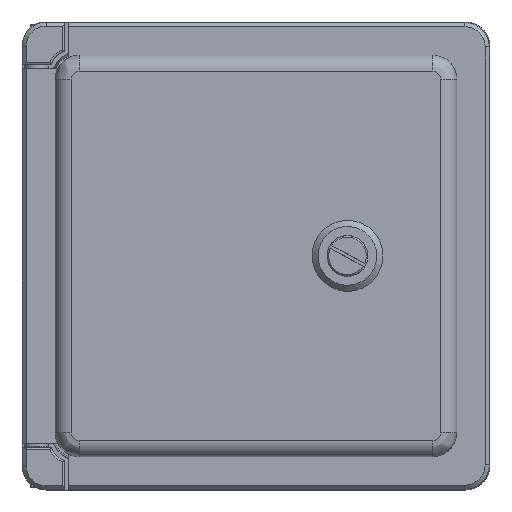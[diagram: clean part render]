
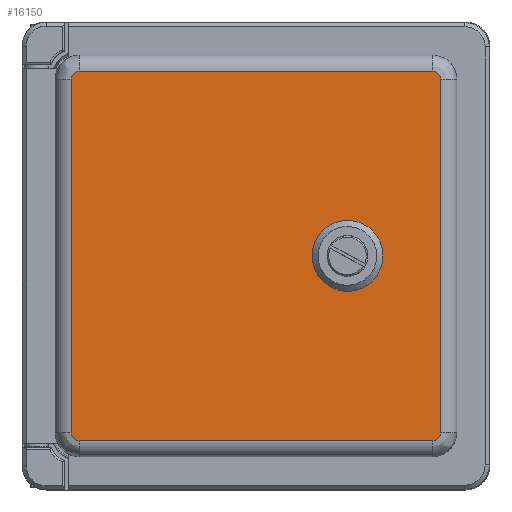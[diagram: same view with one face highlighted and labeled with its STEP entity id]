
A CAD part, top view. The second image highlights one B-rep face of the part: STEP entity #16150.
In plain terms, the highlighted planar face has unit normal (0, 0, 1).
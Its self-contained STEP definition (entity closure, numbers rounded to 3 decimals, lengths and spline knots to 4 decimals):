
#775=PLANE($,#17820);
#1612=LINE($,#39822,#2820);
#1616=LINE($,#39834,#2824);
#1620=LINE($,#39846,#2828);
#1624=LINE($,#39858,#2832);
#1717=LINE($,#40244,#2925);
#1719=LINE($,#40279,#2927);
#1721=LINE($,#40283,#2929);
#1722=LINE($,#40314,#2930);
#2820=VECTOR($,#21370,0.4058);
#2824=VECTOR($,#21382,0.4058);
#2828=VECTOR($,#21394,0.4058);
#2832=VECTOR($,#21406,0.4058);
#2925=VECTOR($,#21745,5.457);
#2927=VECTOR($,#21765,5.457);
#2929=VECTOR($,#21769,5.457);
#2930=VECTOR($,#21786,5.457);
#3619=FACE_BOUND($,#6237,.T.);
#4178=CIRCLE($,#17669,0.4429);
#4180=CIRCLE($,#17673,0.4429);
#4182=CIRCLE($,#17677,0.4429);
#4184=CIRCLE($,#17681,0.4429);
#4237=CIRCLE($,#17804,0.1201);
#4239=CIRCLE($,#17806,0.1201);
#4245=CIRCLE($,#17814,0.1201);
#4247=CIRCLE($,#17816,0.1201);
#5134=FACE_OUTER_BOUND($,#6236,.T.);
#6236=EDGE_LOOP($,(#13693,#13694,#13695,#13696,#13697,#13698,#13699,#13700));
#6237=EDGE_LOOP($,(#13701,#13702,#13703,#13704,#13705,#13706,#13707,#13708));
#7685=VERTEX_POINT($,#39819);
#7686=VERTEX_POINT($,#39821);
#7688=VERTEX_POINT($,#39827);
#7690=VERTEX_POINT($,#39833);
#7692=VERTEX_POINT($,#39839);
#7694=VERTEX_POINT($,#39845);
#7696=VERTEX_POINT($,#39851);
#7698=VERTEX_POINT($,#39857);
#7807=VERTEX_POINT($,#40241);
#7808=VERTEX_POINT($,#40243);
#7811=VERTEX_POINT($,#40258);
#7812=VERTEX_POINT($,#40271);
#7814=VERTEX_POINT($,#40277);
#7815=VERTEX_POINT($,#40282);
#7817=VERTEX_POINT($,#40295);
#7818=VERTEX_POINT($,#40308);
#9664=EDGE_CURVE($,#7686,#7685,#1612,.T.);
#9667=EDGE_CURVE($,#7688,#7686,#4178,.T.);
#9670=EDGE_CURVE($,#7690,#7688,#1616,.T.);
#9673=EDGE_CURVE($,#7692,#7690,#4180,.T.);
#9676=EDGE_CURVE($,#7694,#7692,#1620,.T.);
#9679=EDGE_CURVE($,#7696,#7694,#4182,.T.);
#9682=EDGE_CURVE($,#7698,#7696,#1624,.T.);
#9685=EDGE_CURVE($,#7685,#7698,#4184,.T.);
#9849=EDGE_CURVE($,#7807,#7808,#1717,.T.);
#9853=EDGE_CURVE($,#7811,#7807,#4237,.T.);
#9855=EDGE_CURVE($,#7808,#7812,#4239,.T.);
#9859=EDGE_CURVE($,#7814,#7811,#1719,.T.);
#9861=EDGE_CURVE($,#7812,#7815,#1721,.T.);
#9864=EDGE_CURVE($,#7817,#7814,#4245,.T.);
#9866=EDGE_CURVE($,#7815,#7818,#4247,.T.);
#9869=EDGE_CURVE($,#7818,#7817,#1722,.T.);
#13693=ORIENTED_EDGE($,*,*,#9849,.F.);
#13694=ORIENTED_EDGE($,*,*,#9853,.F.);
#13695=ORIENTED_EDGE($,*,*,#9859,.F.);
#13696=ORIENTED_EDGE($,*,*,#9864,.F.);
#13697=ORIENTED_EDGE($,*,*,#9869,.F.);
#13698=ORIENTED_EDGE($,*,*,#9866,.F.);
#13699=ORIENTED_EDGE($,*,*,#9861,.F.);
#13700=ORIENTED_EDGE($,*,*,#9855,.F.);
#13701=ORIENTED_EDGE($,*,*,#9676,.T.);
#13702=ORIENTED_EDGE($,*,*,#9673,.T.);
#13703=ORIENTED_EDGE($,*,*,#9670,.T.);
#13704=ORIENTED_EDGE($,*,*,#9667,.T.);
#13705=ORIENTED_EDGE($,*,*,#9664,.T.);
#13706=ORIENTED_EDGE($,*,*,#9685,.T.);
#13707=ORIENTED_EDGE($,*,*,#9682,.T.);
#13708=ORIENTED_EDGE($,*,*,#9679,.T.);
#16150=ADVANCED_FACE($,(#5134,#3619),#775,.T.);
#17669=AXIS2_PLACEMENT_3D($,#39828,#21376,#21377);
#17673=AXIS2_PLACEMENT_3D($,#39840,#21388,#21389);
#17677=AXIS2_PLACEMENT_3D($,#39852,#21400,#21401);
#17681=AXIS2_PLACEMENT_3D($,#39862,#21412,#21413);
#17804=AXIS2_PLACEMENT_3D($,#40260,#21751,#21752);
#17806=AXIS2_PLACEMENT_3D($,#40272,#21755,#21756);
#17814=AXIS2_PLACEMENT_3D($,#40297,#21774,#21775);
#17816=AXIS2_PLACEMENT_3D($,#40309,#21778,#21779);
#17820=AXIS2_PLACEMENT_3D($,#40316,#21788,#21789);
#21370=DIRECTION($,(-1.,0.,0.));
#21376=DIRECTION('center_axis',(0.,0.,-1.));
#21377=DIRECTION('ref_axis',(-0.458,0.889,0.));
#21382=DIRECTION($,(0.,-1.,0.));
#21388=DIRECTION('center_axis',(0.,0.,-1.));
#21389=DIRECTION('ref_axis',(-0.889,-0.458,0.));
#21394=DIRECTION($,(1.,0.,0.));
#21400=DIRECTION('center_axis',(0.,0.,-1.));
#21401=DIRECTION('ref_axis',(0.458,-0.889,0.));
#21406=DIRECTION($,(0.,1.,0.));
#21412=DIRECTION('center_axis',(0.,0.,-1.));
#21413=DIRECTION('ref_axis',(0.889,0.458,0.));
#21745=DIRECTION($,(-1.,0.,0.));
#21751=DIRECTION('center_axis',(0.,0.,-1.));
#21752=DIRECTION('ref_axis',(0.707,-0.707,0.));
#21755=DIRECTION('center_axis',(0.,0.,-1.));
#21756=DIRECTION('ref_axis',(-0.707,-0.707,0.));
#21765=DIRECTION($,(0.,-1.,0.));
#21769=DIRECTION($,(0.,1.,0.));
#21774=DIRECTION('center_axis',(0.,0.,-1.));
#21775=DIRECTION('ref_axis',(0.707,0.707,0.));
#21778=DIRECTION('center_axis',(0.,0.,-1.));
#21779=DIRECTION('ref_axis',(-0.707,0.707,0.));
#21786=DIRECTION($,(1.,0.,0.));
#21788=DIRECTION('center_axis',(0.,0.,1.));
#21789=DIRECTION('ref_axis',(1.,0.,0.));
#39819=CARTESIAN_POINT('',(1.2091,-0.3937,1.));
#39821=CARTESIAN_POINT('',(1.6149,-0.3937,1.));
#39822=CARTESIAN_POINT($,(1.6149,-0.3937,1.));
#39827=CARTESIAN_POINT('',(1.8057,-0.2029,1.));
#39828=CARTESIAN_POINT('Origin',(1.412,0.,1.));
#39833=CARTESIAN_POINT('',(1.8057,0.2029,1.));
#39834=CARTESIAN_POINT($,(1.8057,0.2029,1.));
#39839=CARTESIAN_POINT('',(1.6149,0.3937,1.));
#39840=CARTESIAN_POINT('Origin',(1.412,0.,1.));
#39845=CARTESIAN_POINT('',(1.2091,0.3937,1.));
#39846=CARTESIAN_POINT($,(1.2091,0.3937,1.));
#39851=CARTESIAN_POINT('',(1.0183,0.2029,1.));
#39852=CARTESIAN_POINT('Origin',(1.412,0.,1.));
#39857=CARTESIAN_POINT('',(1.0183,-0.2029,1.));
#39858=CARTESIAN_POINT($,(1.0183,-0.2029,1.));
#39862=CARTESIAN_POINT('Origin',(1.412,0.,1.));
#40241=CARTESIAN_POINT('',(2.7285,-2.8486,1.));
#40243=CARTESIAN_POINT('',(-2.7285,-2.8486,1.));
#40244=CARTESIAN_POINT($,(2.7285,-2.8486,1.));
#40258=CARTESIAN_POINT('',(2.8486,-2.7285,1.));
#40260=CARTESIAN_POINT('Origin',(2.7285,-2.7285,1.));
#40271=CARTESIAN_POINT('',(-2.8486,-2.7285,1.));
#40272=CARTESIAN_POINT('Origin',(-2.7285,-2.7285,1.));
#40277=CARTESIAN_POINT('',(2.8486,2.7285,1.));
#40279=CARTESIAN_POINT($,(2.8486,2.7285,1.));
#40282=CARTESIAN_POINT('',(-2.8486,2.7285,1.));
#40283=CARTESIAN_POINT($,(-2.8486,-2.7285,1.));
#40295=CARTESIAN_POINT('',(2.7285,2.8486,1.));
#40297=CARTESIAN_POINT('Origin',(2.7285,2.7285,1.));
#40308=CARTESIAN_POINT('',(-2.7285,2.8486,1.));
#40309=CARTESIAN_POINT('Origin',(-2.7285,2.7285,1.));
#40314=CARTESIAN_POINT($,(-2.7285,2.8486,1.));
#40316=CARTESIAN_POINT('Origin',(0.,0.,1.));
